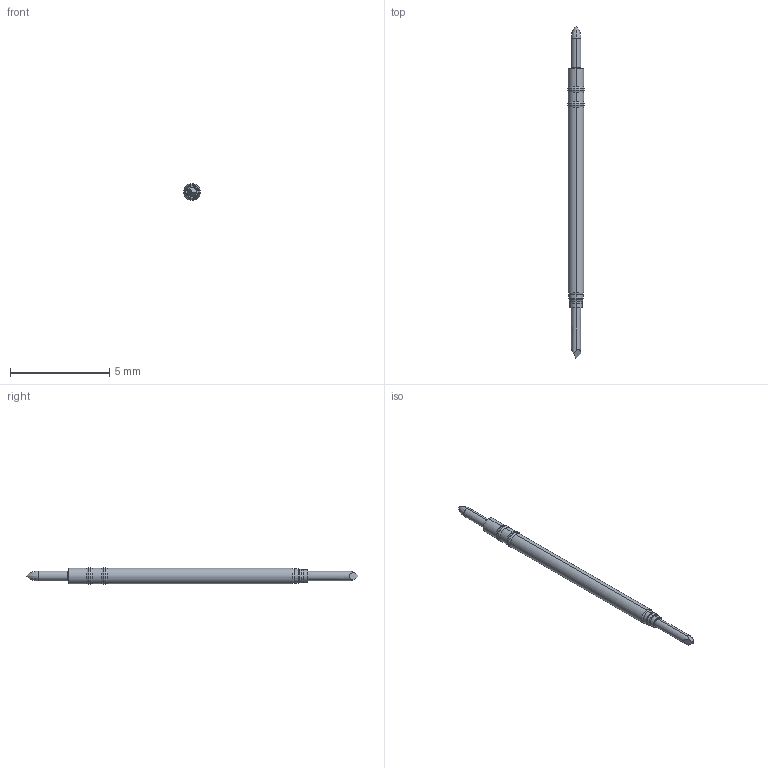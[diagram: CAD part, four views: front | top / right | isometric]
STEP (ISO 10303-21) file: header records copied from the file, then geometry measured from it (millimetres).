
FILE_DESCRIPTION (( 'STEP AP214' ), '1' );
FILE_NAME ('P-X39-TDS3-00.STEP', '2017-07-24T12:21:34', ( '' ), ( '' ), 'SwSTEP 2.0', 'SolidWorks 2017', '' );
FILE_SCHEMA (( 'AUTOMOTIVE_DESIGN' ));
Length unit declared in the file: inch
Products named in the file (1): P-X39-TDS3-00
Bounding box: 0.85 x 16.75 x 0.85 mm (x, y, z)
Volume: 6.5 mm3; surface area: 36.5 mm2
Topology: 1 solids, 1 shells, 44 faces, 99 edges, 57 vertices
Faces by surface type: cylinder 18, cone 12, bspline 8, plane 6
Entity records: 1385 total; most frequent: CARTESIAN_POINT 384, DIRECTION 218, ORIENTED_EDGE 194, EDGE_CURVE 97, AXIS2_PLACEMENT_3D 91, VERTEX_POINT 57, CIRCLE 54, EDGE_LOOP 46
